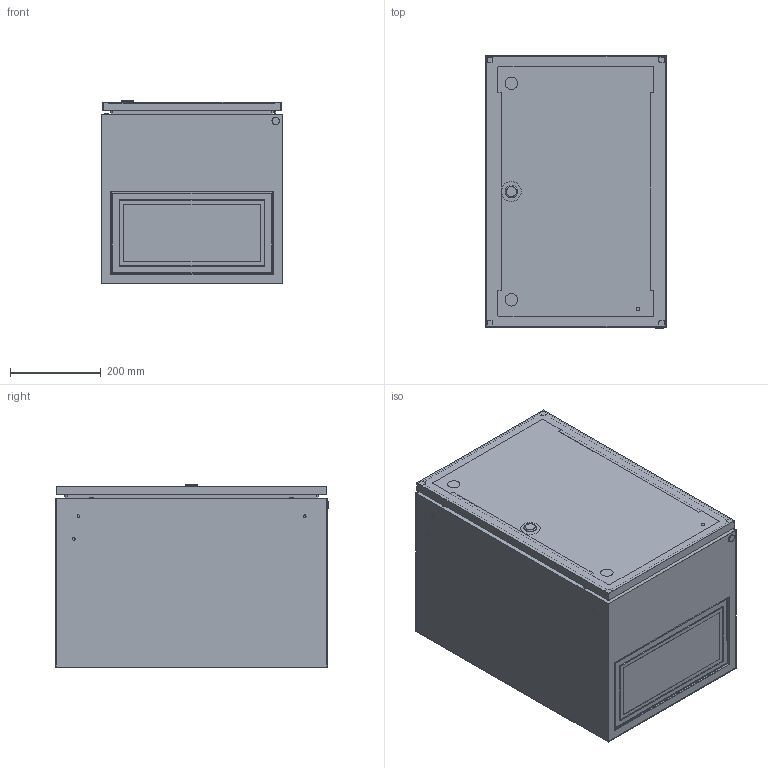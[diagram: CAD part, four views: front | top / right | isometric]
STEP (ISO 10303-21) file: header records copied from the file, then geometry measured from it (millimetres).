
FILE_DESCRIPTION (( 'STEP AP214' ), '1' );
FILE_NAME ('TI5-10-N-060-040-040-66.STEP', '2023-05-10T04:47:22', ( '' ), ( '' ), 'SwSTEP 2.0', 'SolidWorks 2022', '' );
FILE_SCHEMA (( 'AUTOMOTIVE_DESIGN' ));
Length unit declared in the file: millimetre
Products named in the file (5): TI5-10-N-060-040-040-66; Дверь_600x400; Крышка_350х175; Оболочка_600х400х400; Панель_600х400
Assembly tree (4 placements, depth 2):
  TI5-10-N-060-040-040-66
    Оболочка_600х400х400
    Дверь_600x400
    Крышка_350х175
    Панель_600х400
Bounding box: 400 x 602 x 404.1 mm (x, y, z)
Volume: 2251887.2 mm3; surface area: 3277845 mm2
Topology: 4 solids, 4 shells, 385 faces, 956 edges, 619 vertices
Faces by surface type: plane 229, cylinder 138, torus 10, cone 8
Entity records: 12106 total; most frequent: CARTESIAN_POINT 2363, DIRECTION 2022, ORIENTED_EDGE 1912, EDGE_CURVE 956, AXIS2_PLACEMENT_3D 686, VECTOR 650, LINE 650, VERTEX_POINT 619
